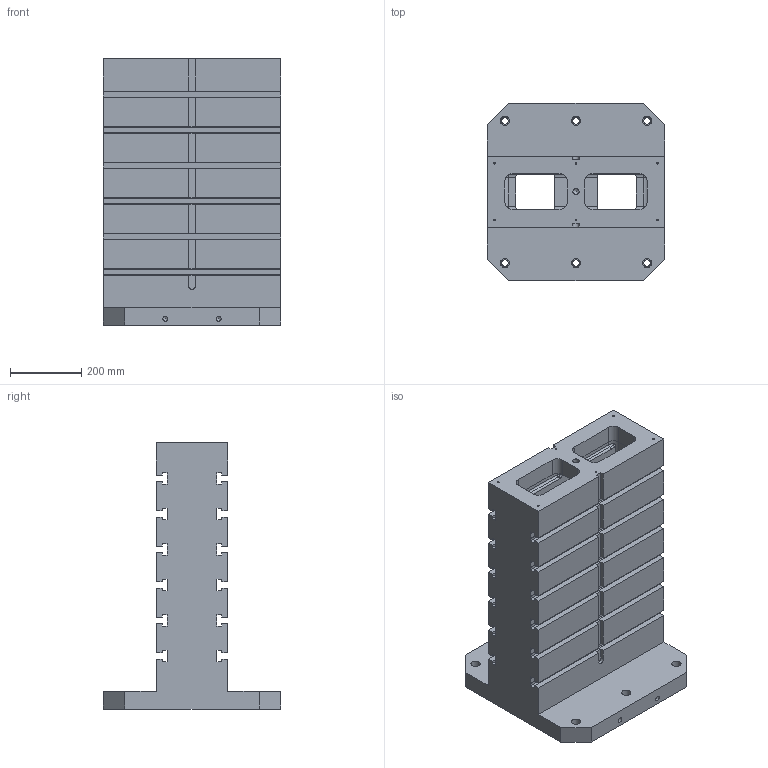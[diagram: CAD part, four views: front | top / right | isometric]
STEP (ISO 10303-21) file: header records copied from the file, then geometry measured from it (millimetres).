
FILE_DESCRIPTION( ( 'Unknown' ), '1' );
FILE_NAME( 'BP12-500500-0750-18.stp', 'Unknown', ( 'S.C.H' ), ( 'Unknown' ), 'XStep 1.0', 'Unknown', ' ' );
FILE_SCHEMA( ( 'CONFIG_CONTROL_DESIGN' ) );
Length unit declared in the file: millimetre
Products named in the file (1): 1
Bounding box: 500 x 500 x 750 mm (x, y, z)
Volume: 44604008 mm3; surface area: 2927525.8 mm2
Topology: 1 solids, 1 shells, 744 faces, 1964 edges, 1178 vertices
Faces by surface type: plane 276, cylinder 226, torus 116, bspline 68, sphere 48, cone 10
Full cylindrical faces by diameter (mm): 5 x6, 14 x3, 17.5 x1, 18 x6, 26 x6
Entity records: 49916 total; most frequent: CARTESIAN_POINT 32347, ORIENTED_EDGE 3716, DIRECTION 3576, EDGE_CURVE 1858, AXIS2_PLACEMENT_3D 1265, VERTEX_POINT 1162, LINE 1046, VECTOR 1046
